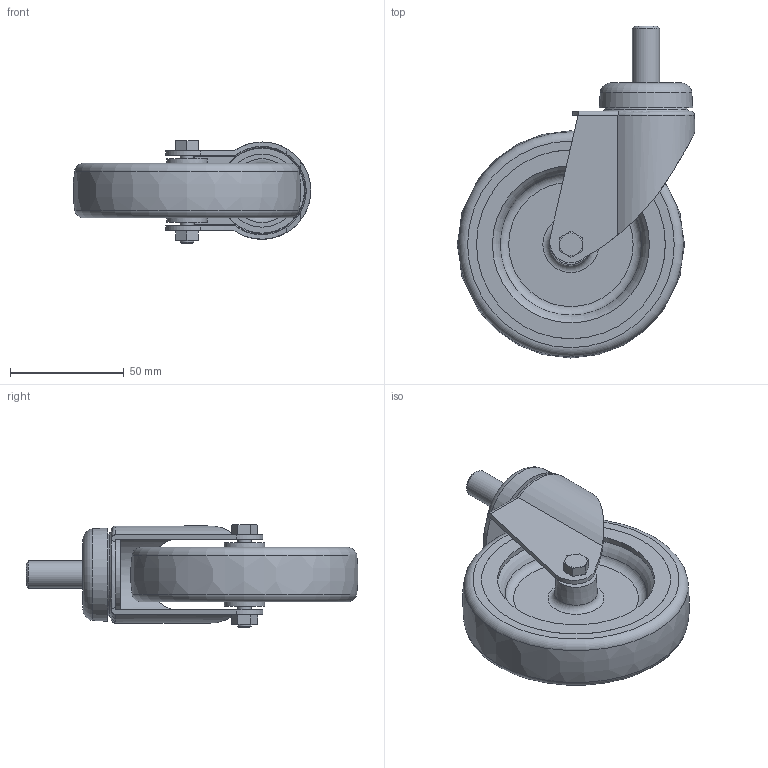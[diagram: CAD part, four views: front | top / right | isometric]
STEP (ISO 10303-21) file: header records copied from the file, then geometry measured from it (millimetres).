
FILE_DESCRIPTION( ( 'STEP AP214' ), ' ' );
FILE_NAME( 'SRC_376104.stp', '2018-04-04T11:01:57', ( '' ), ( '' ), ' ', 'PARTsolutions', ' ' );
FILE_SCHEMA( ( 'AUTOMOTIVE_DESIGN { 1 0 10303 214 1 1 1 1 }' ) );
Length unit declared in the file: millimetre
Products named in the file (6): SRC 376104; _Serie 37 CB-W - 371104; _37 SRC 100-b; _37-100-n; _37-100-s; _37-100-b
Assembly tree (5 placements, depth 2):
  SRC 376104
    _Serie 37 CB-W - 371104
    _37 SRC 100-b
    _37-100-n
    _37-100-s
    _37-100-b
Bounding box: 104.33 x 145.93 x 45.2 mm (x, y, z)
Volume: 157391.6 mm3; surface area: 48000.3 mm2
Topology: 5 solids, 5 shells, 136 faces, 273 edges, 165 vertices
Faces by surface type: plane 49, cone 34, cylinder 33, torus 19, bspline 1
Full cylindrical faces by diameter (mm): 4.917 x1, 5.9 x1, 6 x3, 7.9 x1, 8 x4, 12 x1, 21 x1, 32.1 x1, 69 x2, 83 x2, 83.04 x2
Entity records: 4727 total; most frequent: CARTESIAN_POINT 907, DIRECTION 566, ORIENTED_EDGE 450, AXIS2_PLACEMENT_3D 262, EDGE_CURVE 225, EDGE_LOOP 211, FACE_OUTER_BOUND 173, VERTEX_POINT 165
